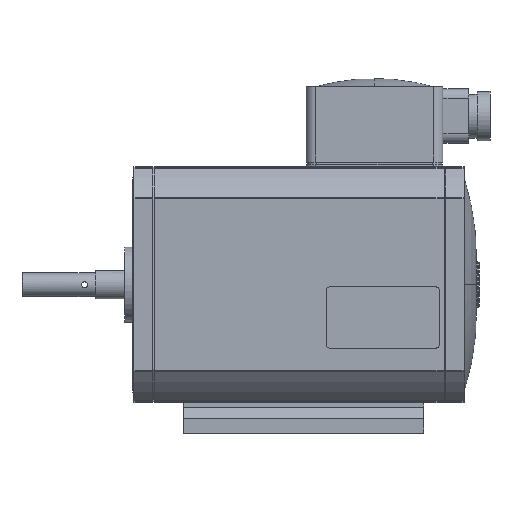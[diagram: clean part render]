
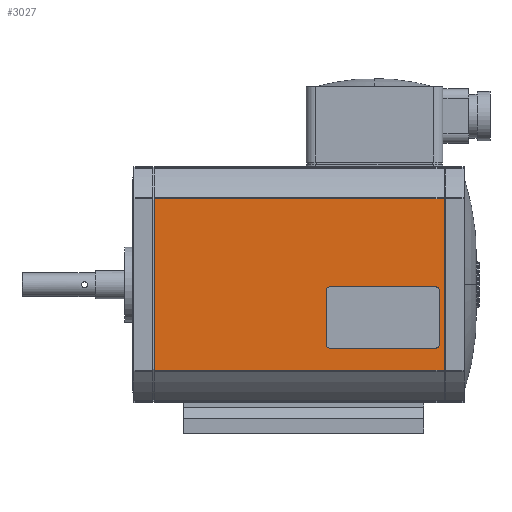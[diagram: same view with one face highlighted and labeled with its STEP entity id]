
A CAD part, top view. The second image highlights one B-rep face of the part: STEP entity #3027.
In plain terms, the highlighted planar face has unit normal (0, 0, 1).
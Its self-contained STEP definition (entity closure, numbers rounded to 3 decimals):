
#2303=EDGE_CURVE('',#3161,#3173,#6365,.T.);
#2377=EDGE_CURVE('',#3133,#3161,#6444,.T.);
#2471=EDGE_CURVE('',#3003,#3097,#6551,.T.);
#2895=EDGE_CURVE('',#3041,#3003,#7009,.T.);
#2927=EDGE_CURVE('',#3097,#3133,#7042,.T.);
#3003=VERTEX_POINT('',#7130);
#3027=ADVANCED_FACE('',(#7157,#7158),#7159,.T.);
#3041=VERTEX_POINT('',#7176);
#3097=VERTEX_POINT('',#7251);
#3133=VERTEX_POINT('',#7297);
#3161=VERTEX_POINT('',#7329);
#3173=VERTEX_POINT('',#7343);
#3237=VERTEX_POINT('',#7425);
#3301=VERTEX_POINT('',#7511);
#4519=EDGE_CURVE('',#3173,#3237,#9055,.T.);
#4573=EDGE_CURVE('',#3237,#3301,#9110,.T.);
#4613=EDGE_CURVE('',#3301,#3041,#9153,.T.);
#4651=EDGE_CURVE('',#5533,#5447,#9197,.T.);
#4897=EDGE_CURVE('',#5447,#5239,#9464,.T.);
#4943=EDGE_CURVE('',#5239,#5213,#9514,.T.);
#5213=VERTEX_POINT('',#9807);
#5239=VERTEX_POINT('',#9834);
#5447=VERTEX_POINT('',#10059);
#5533=VERTEX_POINT('',#10154);
#5607=EDGE_CURVE('',#5533,#5213,#10234,.T.);
#6365=CIRCLE('',#11087,1.5);
#6444=LINE('',#11193,#11194);
#6551=LINE('',#11332,#11333);
#7009=CIRCLE('',#12014,1.5);
#7042=CIRCLE('',#12066,1.5);
#7130=CARTESIAN_POINT('',(40.018,-1.0,45.452));
#7157=FACE_OUTER_BOUND('',#12213,.T.);
#7158=FACE_BOUND('',#12214,.T.);
#7159=PLANE('',#12215);
#7176=CARTESIAN_POINT('',(38.518,-2.5,45.452));
#7251=CARTESIAN_POINT('',(85.018,-1.,45.452));
#7297=CARTESIAN_POINT('',(86.518,-2.5,45.452));
#7329=CARTESIAN_POINT('',(86.518,-25.5,45.452));
#7343=CARTESIAN_POINT('',(85.018,-27.0,45.452));
#7425=CARTESIAN_POINT('',(40.018,-27.0,45.452));
#7511=CARTESIAN_POINT('',(38.518,-25.5,45.452));
#9055=LINE('',#14472,#14473);
#9110=CIRCLE('',#14552,1.5);
#9153=LINE('',#14620,#14621);
#9197=LINE('',#14677,#14678);
#9464=LINE('',#15091,#15092);
#9514=LINE('',#15165,#15166);
#9807=CARTESIAN_POINT('',(88.518,36.309,45.452));
#9834=CARTESIAN_POINT('',(88.518,-36.309,45.452));
#10059=CARTESIAN_POINT('',(-34.482,-36.309,45.452));
#10154=CARTESIAN_POINT('',(-34.482,36.309,45.452));
#10234=LINE('',#16219,#16220);
#11087=AXIS2_PLACEMENT_3D('',#17519,#17520,#17521);
#11193=CARTESIAN_POINT('',(86.518,-19.404,45.452));
#11194=VECTOR('',#17584,1.0);
#11332=CARTESIAN_POINT('',(-1.482,-1.0,45.452));
#11333=VECTOR('',#17729,1.0);
#12014=AXIS2_PLACEMENT_3D('',#18276,#18277,#18278);
#12066=AXIS2_PLACEMENT_3D('',#18311,#18312,#18313);
#12213=EDGE_LOOP('',(#18463,#18464,#18465,#18466));
#12214=EDGE_LOOP('',(#18467,#18468,#18469,#18470,#18471,#18472,#18473,#18474));
#12215=AXIS2_PLACEMENT_3D('',#18475,#18476,#18477);
#14472=CARTESIAN_POINT('',(21.018,-27.0,45.452));
#14473=VECTOR('',#21234,1.0);
#14552=AXIS2_PLACEMENT_3D('',#21277,#21278,#21279);
#14620=CARTESIAN_POINT('',(38.518,-30.904,45.452));
#14621=VECTOR('',#21323,1.0);
#14677=CARTESIAN_POINT('',(-34.482,-18.154,45.452));
#14678=VECTOR('',#21391,1.0);
#15091=CARTESIAN_POINT('',(-42.982,-36.309,45.452));
#15092=VECTOR('',#21672,1.0);
#15165=CARTESIAN_POINT('',(88.518,-18.154,45.452));
#15166=VECTOR('',#21718,1.0);
#16219=CARTESIAN_POINT('',(-42.982,36.309,45.452));
#16220=VECTOR('',#22503,1.0);
#17519=CARTESIAN_POINT('',(85.018,-25.5,45.452));
#17520=DIRECTION('',(0.,0.,-1.0));
#17521=DIRECTION('',(0.,-1.0,0.));
#17584=DIRECTION('',(0.0,-1.0,0.0));
#17729=DIRECTION('',(1.0,0.0,0.));
#18276=CARTESIAN_POINT('',(40.018,-2.5,45.452));
#18277=DIRECTION('',(0.,0.,-1.0));
#18278=DIRECTION('',(0.,1.0,0.));
#18311=CARTESIAN_POINT('',(85.018,-2.5,45.452));
#18312=DIRECTION('',(0.,0.,-1.0));
#18313=DIRECTION('',(1.0,0.,0.));
#18463=ORIENTED_EDGE('',*,*,#4943,.T.);
#18464=ORIENTED_EDGE('',*,*,#5607,.F.);
#18465=ORIENTED_EDGE('',*,*,#4651,.T.);
#18466=ORIENTED_EDGE('',*,*,#4897,.T.);
#18467=ORIENTED_EDGE('',*,*,#2895,.T.);
#18468=ORIENTED_EDGE('',*,*,#2471,.T.);
#18469=ORIENTED_EDGE('',*,*,#2927,.T.);
#18470=ORIENTED_EDGE('',*,*,#2377,.T.);
#18471=ORIENTED_EDGE('',*,*,#2303,.T.);
#18472=ORIENTED_EDGE('',*,*,#4519,.T.);
#18473=ORIENTED_EDGE('',*,*,#4573,.T.);
#18474=ORIENTED_EDGE('',*,*,#4613,.T.);
#18475=CARTESIAN_POINT('',(-42.982,-36.309,45.452));
#18476=DIRECTION('',(0.,0.,1.0));
#18477=DIRECTION('',(1.0,0.,0.0));
#21234=DIRECTION('',(-1.0,0.0,0.));
#21277=CARTESIAN_POINT('',(40.018,-25.5,45.452));
#21278=DIRECTION('',(0.,0.,-1.0));
#21279=DIRECTION('',(-1.0,0.,0.));
#21323=DIRECTION('',(0.0,1.0,0.0));
#21391=DIRECTION('',(0.0,-1.0,0.0));
#21672=DIRECTION('',(1.0,0.0,0.));
#21718=DIRECTION('',(0.0,1.0,0.0));
#22503=DIRECTION('',(1.0,0.0,0.));
